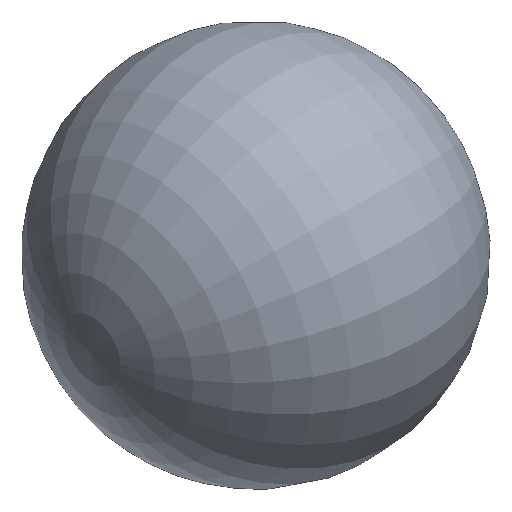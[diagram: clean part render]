
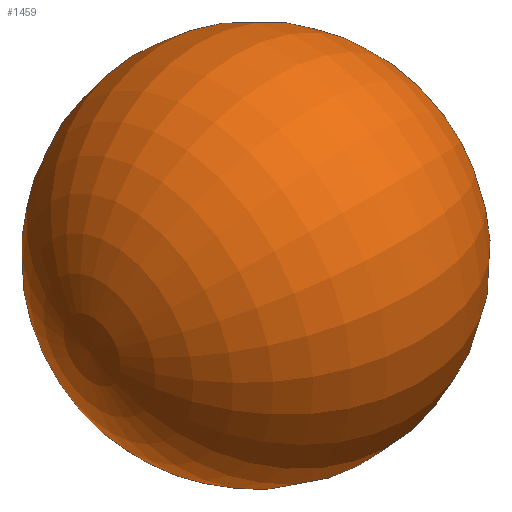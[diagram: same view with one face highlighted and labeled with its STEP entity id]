
A CAD part, isometric view. The second image highlights one B-rep face of the part: STEP entity #1459.
In plain terms, the highlighted toroidal (fillet/blend) face has major radius 9.949 mm and minor radius 5000 mm.
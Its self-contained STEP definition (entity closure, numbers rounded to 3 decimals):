
#18=VERTEX_LOOP('',#1060);
#19=DEGENERATE_TOROIDAL_SURFACE('',#1609,9.949,5000.,.T.);
#724=ORIENTED_EDGE('',*,*,#924,.F.);
#924=EDGE_CURVE('',#1059,#1059,#1083,.T.);
#1059=VERTEX_POINT('',#7162);
#1060=VERTEX_POINT('',#7163);
#1083=CIRCLE('',#1610,78.651);
#1202=EDGE_LOOP('',(#724));
#1323=FACE_BOUND('',#1202,.T.);
#1324=FACE_BOUND('',#18,.T.);
#1459=ADVANCED_FACE('',(#1323,#1324),#19,.T.);
#1609=AXIS2_PLACEMENT_3D('',#7160,#1829,#1830);
#1610=AXIS2_PLACEMENT_3D('',#7161,#1831,#1832);
#1829=DIRECTION('',(-1.,0.,0.));
#1830=DIRECTION('',(0.,0.,1.));
#1831=DIRECTION('',(-1.,0.,0.));
#1832=DIRECTION('',(0.,0.,1.));
#7160=CARTESIAN_POINT('',(-4939.771,0.,0.));
#7161=CARTESIAN_POINT('',(59.757,0.,0.));
#7162=CARTESIAN_POINT('',(59.757,0.,78.651));
#7163=CARTESIAN_POINT('',(60.219,0.,0.));
